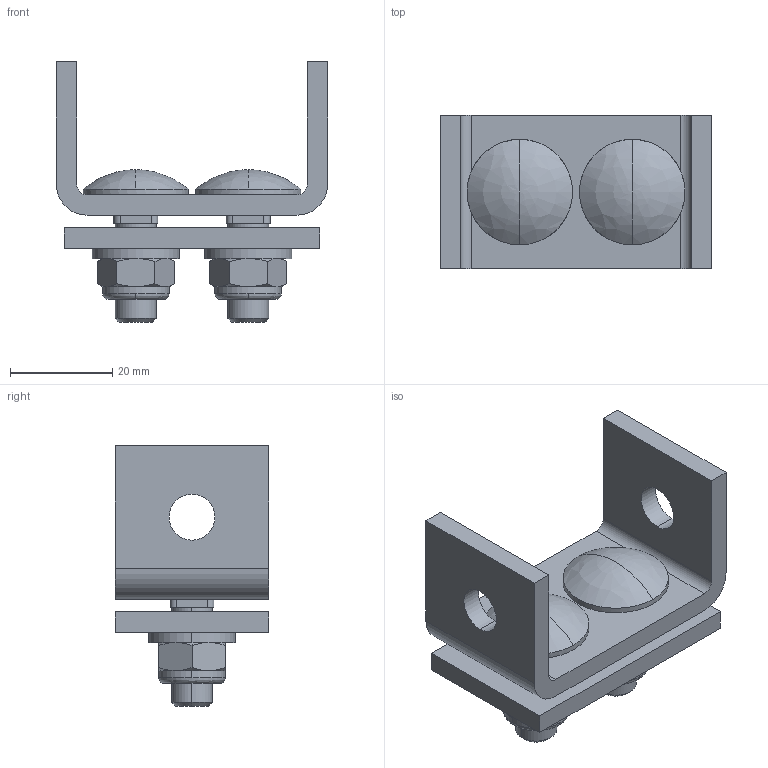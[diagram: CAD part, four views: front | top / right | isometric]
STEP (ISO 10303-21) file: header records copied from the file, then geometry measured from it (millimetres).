
FILE_DESCRIPTION (( 'STEP AP214' ), '1' );
FILE_NAME ('0020629.step', '2022-08-30T12:41:22', ( '' ), ( '' ), 'SwSTEP 2.0', 'SolidWorks 2020', '' );
FILE_SCHEMA (( 'AUTOMOTIVE_DESIGN' ));
Length unit declared in the file: inch
Products named in the file (1): 0020629
Bounding box: 53.1 x 30 x 51.05 mm (x, y, z)
Volume: 23456.9 mm3; surface area: 13437.5 mm2
Topology: 1 solids, 3 shells, 172 faces, 424 edges, 270 vertices
Faces by surface type: cylinder 64, plane 62, cone 38, bspline 8
Entity records: 5304 total; most frequent: CARTESIAN_POINT 1167, DIRECTION 882, ORIENTED_EDGE 840, EDGE_CURVE 420, AXIS2_PLACEMENT_3D 353, VERTEX_POINT 270, EDGE_LOOP 198, CIRCLE 188
